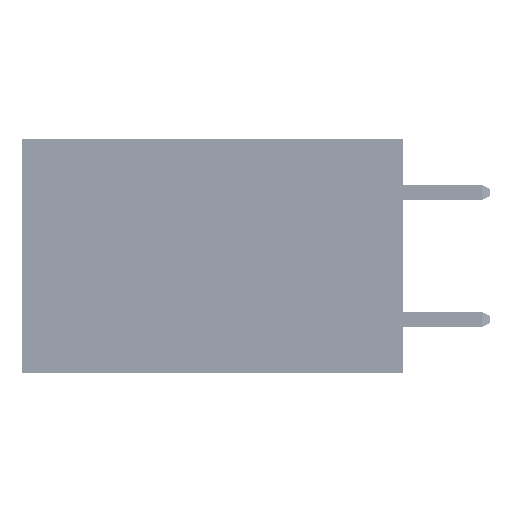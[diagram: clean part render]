
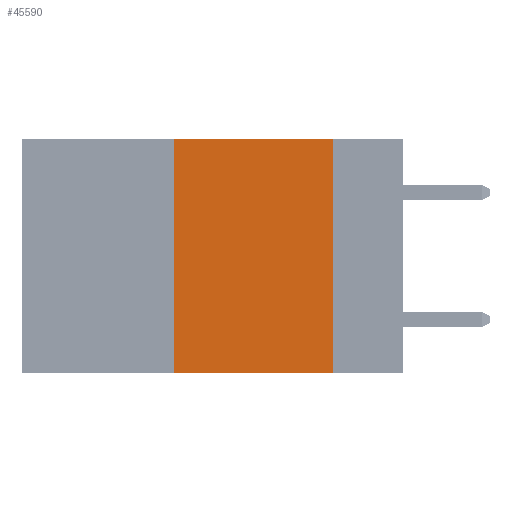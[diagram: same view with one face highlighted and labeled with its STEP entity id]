
A CAD part, left-side view. The second image highlights one B-rep face of the part: STEP entity #45590.
In plain terms, the highlighted planar face has unit normal (-1, 0, 0).
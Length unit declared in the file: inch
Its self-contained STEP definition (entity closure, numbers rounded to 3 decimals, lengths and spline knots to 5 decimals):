
#476 = CARTESIAN_POINT ( 'NONE',  ( 0., 0.6, 0. ) ) ;
#2445 = VECTOR ( 'NONE', #7902, 39.37008 ) ;
#3225 = CARTESIAN_POINT ( 'NONE',  ( 0., 0.36, 0. ) ) ;
#4713 = DIRECTION ( 'NONE',  ( 0., 0., -1. ) ) ;
#6463 = VECTOR ( 'NONE', #32225, 39.37008 ) ;
#7647 = CARTESIAN_POINT ( 'NONE',  ( 0., 0.6, 0. ) ) ;
#7902 = DIRECTION ( 'NONE',  ( 0., -1., 0. ) ) ;
#8242 = CARTESIAN_POINT ( 'NONE',  ( 0., 0.11, -0.37 ) ) ;
#13552 = EDGE_LOOP ( 'NONE', ( #13708, #13805, #42397, #15388 ) ) ;
#13708 = ORIENTED_EDGE ( 'NONE', *, *, #20048, .F. ) ;
#13726 = DIRECTION ( 'NONE',  ( 0., 0., -1. ) ) ;
#13805 = ORIENTED_EDGE ( 'NONE', *, *, #17990, .F. ) ;
#14940 = VERTEX_POINT ( 'NONE', #42324 ) ;
#15388 = ORIENTED_EDGE ( 'NONE', *, *, #44038, .T. ) ;
#16487 = LINE ( 'NONE', #50453, #2445 ) ;
#16803 = CARTESIAN_POINT ( 'NONE',  ( 0., 0.11, 0. ) ) ;
#16864 = FACE_OUTER_BOUND ( 'NONE', #13552, .T. ) ;
#17679 = VERTEX_POINT ( 'NONE', #16803 ) ;
#17990 = EDGE_CURVE ( 'NONE', #47927, #17679, #18130, .T. ) ;
#18130 = LINE ( 'NONE', #7647, #21810 ) ;
#18230 = EDGE_CURVE ( 'NONE', #14940, #47927, #32149, .T. ) ;
#18758 = DIRECTION ( 'NONE',  ( 0., -1., 0. ) ) ;
#20048 = EDGE_CURVE ( 'NONE', #17679, #37003, #22439, .T. ) ;
#20089 = DIRECTION ( 'NONE',  ( 1., 0., 0. ) ) ;
#21810 = VECTOR ( 'NONE', #18758, 39.37008 ) ;
#22439 = LINE ( 'NONE', #40697, #26704 ) ;
#26704 = VECTOR ( 'NONE', #13726, 39.37008 ) ;
#32149 = LINE ( 'NONE', #44176, #6463 ) ;
#32225 = DIRECTION ( 'NONE',  ( 0., 0., 1. ) ) ;
#37003 = VERTEX_POINT ( 'NONE', #8242 ) ;
#38664 = AXIS2_PLACEMENT_3D ( 'NONE', #476, #20089, #4713 ) ;
#40697 = CARTESIAN_POINT ( 'NONE',  ( 0., 0.11, 0. ) ) ;
#42324 = CARTESIAN_POINT ( 'NONE',  ( 0., 0.36, -0.37 ) ) ;
#42397 = ORIENTED_EDGE ( 'NONE', *, *, #18230, .F. ) ;
#43987 = PLANE ( 'NONE',  #38664 ) ;
#44038 = EDGE_CURVE ( 'NONE', #14940, #37003, #16487, .T. ) ;
#44176 = CARTESIAN_POINT ( 'NONE',  ( 0., 0.36, 0. ) ) ;
#45590 = ADVANCED_FACE ( 'NONE', ( #16864 ), #43987, .F. ) ;
#47927 = VERTEX_POINT ( 'NONE', #3225 ) ;
#50453 = CARTESIAN_POINT ( 'NONE',  ( 0., 0.6, -0.37 ) ) ;
